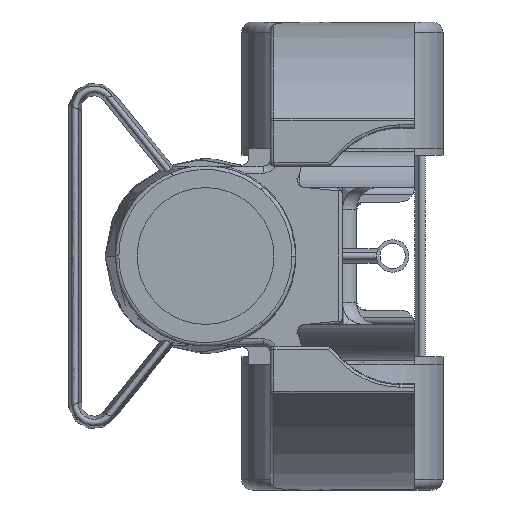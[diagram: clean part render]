
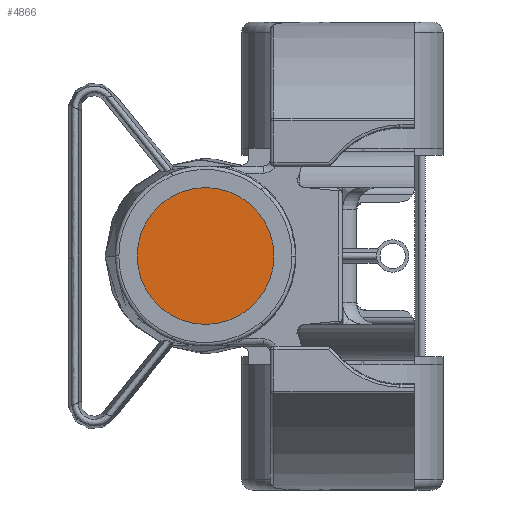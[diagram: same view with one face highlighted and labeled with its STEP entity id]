
A CAD part, left-side view. The second image highlights one B-rep face of the part: STEP entity #4866.
In plain terms, the highlighted planar face has unit normal (-1, 0, 0).
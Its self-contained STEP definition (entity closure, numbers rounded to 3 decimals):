
#462=PLANE('',#5178);
#1117=FACE_OUTER_BOUND('',#1412,.T.);
#1412=EDGE_LOOP('',(#3300));
#1705=CIRCLE('',#5177,9.5);
#1964=VERTEX_POINT('',#7314);
#2480=EDGE_CURVE('',#1964,#1964,#1705,.T.);
#3300=ORIENTED_EDGE('',*,*,#2480,.F.);
#4866=ADVANCED_FACE('',(#1117),#462,.F.);
#5177=AXIS2_PLACEMENT_3D('',#7316,#5660,#5661);
#5178=AXIS2_PLACEMENT_3D('',#7317,#5662,#5663);
#5660=DIRECTION('center_axis',(1.,0.,0.));
#5661=DIRECTION('ref_axis',(0.,0.,-1.));
#5662=DIRECTION('center_axis',(1.,0.,0.));
#5663=DIRECTION('ref_axis',(0.,0.,-1.));
#7314=CARTESIAN_POINT('',(56.,29.,9.5));
#7316=CARTESIAN_POINT('Origin',(56.,29.,0.));
#7317=CARTESIAN_POINT('Origin',(56.,29.,0.));
